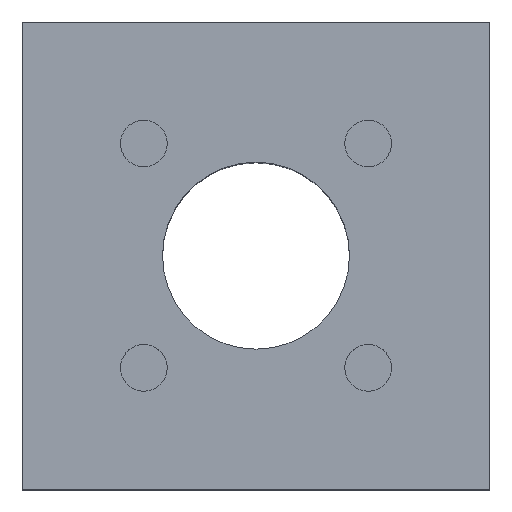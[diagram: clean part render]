
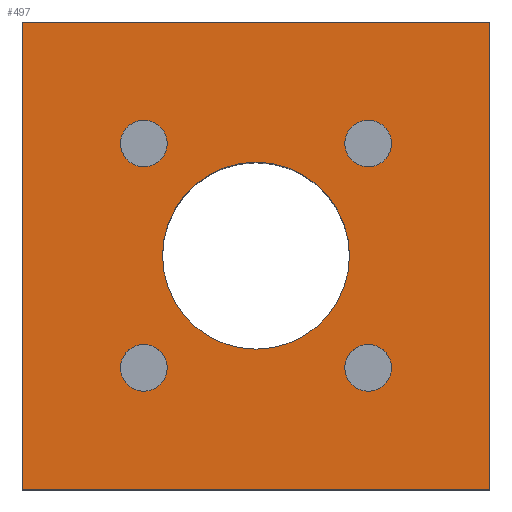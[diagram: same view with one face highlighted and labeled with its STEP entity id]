
A CAD part, top view. The second image highlights one B-rep face of the part: STEP entity #497.
In plain terms, the highlighted planar face has unit normal (0, 0, 1).
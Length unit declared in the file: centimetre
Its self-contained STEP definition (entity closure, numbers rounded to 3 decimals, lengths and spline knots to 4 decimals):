
#31 = ORIENTED_EDGE ( 'NONE', *, *, #312, .F. ) ;
#37 = AXIS2_PLACEMENT_3D ( 'NONE', #1012, #1274, #427 ) ;
#48 = EDGE_CURVE ( 'NONE', #1304, #434, #1314, .T. ) ;
#53 = CIRCLE ( 'NONE', #1043, 0.25 ) ;
#56 = CARTESIAN_POINT ( 'NONE',  ( 2.5, 2.5, 4.2 ) ) ;
#93 = CARTESIAN_POINT ( 'NONE',  ( 0., 0., 4.2 ) ) ;
#111 = CARTESIAN_POINT ( 'NONE',  ( 2.5, -2.5, 4.2 ) ) ;
#113 = FACE_BOUND ( 'NONE', #251, .T. ) ;
#135 = DIRECTION ( 'NONE',  ( 0., 0., 1. ) ) ;
#143 = ORIENTED_EDGE ( 'NONE', *, *, #987, .T. ) ;
#150 = VERTEX_POINT ( 'NONE', #111 ) ;
#156 = DIRECTION ( 'NONE',  ( 0., 0., 1. ) ) ;
#176 = VERTEX_POINT ( 'NONE', #1473 ) ;
#222 = DIRECTION ( 'NONE',  ( 0., 0., 1. ) ) ;
#231 = FACE_BOUND ( 'NONE', #994, .T. ) ;
#240 = PLANE ( 'NONE',  #532 ) ;
#251 = EDGE_LOOP ( 'NONE', ( #1482, #519 ) ) ;
#267 = EDGE_CURVE ( 'NONE', #434, #1335, #1293, .T. ) ;
#269 = DIRECTION ( 'NONE',  ( 0., 0., 1. ) ) ;
#290 = CIRCLE ( 'NONE', #1172, 0.25 ) ;
#312 = EDGE_CURVE ( 'NONE', #1486, #1351, #529, .T. ) ;
#333 = DIRECTION ( 'NONE',  ( 1., 0., 0. ) ) ;
#338 = FACE_OUTER_BOUND ( 'NONE', #343, .T. ) ;
#341 = EDGE_CURVE ( 'NONE', #176, #931, #978, .T. ) ;
#343 = EDGE_LOOP ( 'NONE', ( #523, #1034, #487, #143 ) ) ;
#368 = AXIS2_PLACEMENT_3D ( 'NONE', #1101, #135, #974 ) ;
#400 = VECTOR ( 'NONE', #1266, 100. ) ;
#403 = CARTESIAN_POINT ( 'NONE',  ( 1.2, -1.2, 4.2 ) ) ;
#409 = EDGE_CURVE ( 'NONE', #935, #1244, #852, .T. ) ;
#421 = CIRCLE ( 'NONE', #1142, 1. ) ;
#427 = DIRECTION ( 'NONE',  ( 1., 0., 0. ) ) ;
#433 = DIRECTION ( 'NONE',  ( 0., 0., 1. ) ) ;
#434 = VERTEX_POINT ( 'NONE', #839 ) ;
#437 = CARTESIAN_POINT ( 'NONE',  ( -1., 0., 4.2 ) ) ;
#464 = FACE_BOUND ( 'NONE', #549, .T. ) ;
#483 = VERTEX_POINT ( 'NONE', #1182 ) ;
#487 = ORIENTED_EDGE ( 'NONE', *, *, #267, .T. ) ;
#493 = DIRECTION ( 'NONE',  ( 1., 0., 0. ) ) ;
#494 = CARTESIAN_POINT ( 'NONE',  ( -1.2, 1.2, 4.2 ) ) ;
#497 = ADVANCED_FACE ( 'NONE', ( #1323, #231, #113, #1557, #464, #338 ), #240, .T. ) ;
#511 = DIRECTION ( 'NONE',  ( 1., 0., 0. ) ) ;
#514 = CARTESIAN_POINT ( 'NONE',  ( -1.45, -1.2, 4.2 ) ) ;
#519 = ORIENTED_EDGE ( 'NONE', *, *, #1058, .F. ) ;
#523 = ORIENTED_EDGE ( 'NONE', *, *, #929, .T. ) ;
#526 = ORIENTED_EDGE ( 'NONE', *, *, #1197, .F. ) ;
#529 = CIRCLE ( 'NONE', #37, 1. ) ;
#532 = AXIS2_PLACEMENT_3D ( 'NONE', #1315, #222, #709 ) ;
#549 = EDGE_LOOP ( 'NONE', ( #655, #675 ) ) ;
#574 = VERTEX_POINT ( 'NONE', #786 ) ;
#601 = DIRECTION ( 'NONE',  ( 0., 0., 1. ) ) ;
#626 = DIRECTION ( 'NONE',  ( 0., 0., 1. ) ) ;
#628 = AXIS2_PLACEMENT_3D ( 'NONE', #1282, #1134, #678 ) ;
#632 = CARTESIAN_POINT ( 'NONE',  ( -2.5, -2.5, 4.2 ) ) ;
#640 = DIRECTION ( 'NONE',  ( 1., 0., 0. ) ) ;
#649 = AXIS2_PLACEMENT_3D ( 'NONE', #403, #1350, #1342 ) ;
#651 = AXIS2_PLACEMENT_3D ( 'NONE', #1018, #433, #1039 ) ;
#655 = ORIENTED_EDGE ( 'NONE', *, *, #1176, .F. ) ;
#665 = VECTOR ( 'NONE', #1529, 100. ) ;
#675 = ORIENTED_EDGE ( 'NONE', *, *, #409, .F. ) ;
#678 = DIRECTION ( 'NONE',  ( 1., 0., 0. ) ) ;
#695 = CIRCLE ( 'NONE', #1276, 0.25 ) ;
#709 = DIRECTION ( 'NONE',  ( 1., 0., 0. ) ) ;
#740 = CARTESIAN_POINT ( 'NONE',  ( -1.2, -1.2, 4.2 ) ) ;
#771 = VECTOR ( 'NONE', #1418, 100. ) ;
#786 = CARTESIAN_POINT ( 'NONE',  ( 1.45, -1.2, 4.2 ) ) ;
#789 = DIRECTION ( 'NONE',  ( 0., -1., 0. ) ) ;
#813 = EDGE_CURVE ( 'NONE', #1237, #574, #1126, .T. ) ;
#827 = EDGE_CURVE ( 'NONE', #483, #1011, #53, .T. ) ;
#839 = CARTESIAN_POINT ( 'NONE',  ( -2.5, 2.5, 4.2 ) ) ;
#852 = CIRCLE ( 'NONE', #947, 0.25 ) ;
#895 = EDGE_CURVE ( 'NONE', #574, #1237, #290, .T. ) ;
#905 = CARTESIAN_POINT ( 'NONE',  ( -0.95, 1.2, 4.2 ) ) ;
#920 = EDGE_CURVE ( 'NONE', #931, #176, #695, .T. ) ;
#926 = ORIENTED_EDGE ( 'NONE', *, *, #813, .F. ) ;
#928 = CARTESIAN_POINT ( 'NONE',  ( -2.5, -2.5, 4.2 ) ) ;
#929 = EDGE_CURVE ( 'NONE', #150, #1304, #1514, .T. ) ;
#931 = VERTEX_POINT ( 'NONE', #905 ) ;
#935 = VERTEX_POINT ( 'NONE', #1528 ) ;
#945 = CARTESIAN_POINT ( 'NONE',  ( 0.95, -1.2, 4.2 ) ) ;
#947 = AXIS2_PLACEMENT_3D ( 'NONE', #1585, #1211, #493 ) ;
#974 = DIRECTION ( 'NONE',  ( 1., 0., 0. ) ) ;
#978 = CIRCLE ( 'NONE', #651, 0.25 ) ;
#987 = EDGE_CURVE ( 'NONE', #1335, #150, #1548, .T. ) ;
#994 = EDGE_LOOP ( 'NONE', ( #1421, #1099 ) ) ;
#1003 = ORIENTED_EDGE ( 'NONE', *, *, #895, .F. ) ;
#1011 = VERTEX_POINT ( 'NONE', #514 ) ;
#1012 = CARTESIAN_POINT ( 'NONE',  ( 0., 0., 4.2 ) ) ;
#1018 = CARTESIAN_POINT ( 'NONE',  ( -1.2, 1.2, 4.2 ) ) ;
#1034 = ORIENTED_EDGE ( 'NONE', *, *, #48, .T. ) ;
#1039 = DIRECTION ( 'NONE',  ( 1., 0., 0. ) ) ;
#1043 = AXIS2_PLACEMENT_3D ( 'NONE', #740, #269, #1096 ) ;
#1058 = EDGE_CURVE ( 'NONE', #1011, #483, #1125, .T. ) ;
#1096 = DIRECTION ( 'NONE',  ( 1., 0., 0. ) ) ;
#1099 = ORIENTED_EDGE ( 'NONE', *, *, #341, .F. ) ;
#1101 = CARTESIAN_POINT ( 'NONE',  ( -1.2, -1.2, 4.2 ) ) ;
#1107 = CARTESIAN_POINT ( 'NONE',  ( 1.2, -1.2, 4.2 ) ) ;
#1125 = CIRCLE ( 'NONE', #368, 0.25 ) ;
#1126 = CIRCLE ( 'NONE', #649, 0.25 ) ;
#1134 = DIRECTION ( 'NONE',  ( 0., 0., 1. ) ) ;
#1142 = AXIS2_PLACEMENT_3D ( 'NONE', #93, #601, #333 ) ;
#1148 = VECTOR ( 'NONE', #789, 100. ) ;
#1172 = AXIS2_PLACEMENT_3D ( 'NONE', #1107, #156, #640 ) ;
#1176 = EDGE_CURVE ( 'NONE', #1244, #935, #1280, .T. ) ;
#1182 = CARTESIAN_POINT ( 'NONE',  ( -0.95, -1.2, 4.2 ) ) ;
#1188 = CARTESIAN_POINT ( 'NONE',  ( 2.5, 2.5, 4.2 ) ) ;
#1197 = EDGE_CURVE ( 'NONE', #1351, #1486, #421, .T. ) ;
#1211 = DIRECTION ( 'NONE',  ( 0., 0., 1. ) ) ;
#1237 = VERTEX_POINT ( 'NONE', #945 ) ;
#1244 = VERTEX_POINT ( 'NONE', #1578 ) ;
#1266 = DIRECTION ( 'NONE',  ( 0., 1., 0. ) ) ;
#1274 = DIRECTION ( 'NONE',  ( 0., 0., 1. ) ) ;
#1276 = AXIS2_PLACEMENT_3D ( 'NONE', #494, #626, #511 ) ;
#1280 = CIRCLE ( 'NONE', #628, 0.25 ) ;
#1282 = CARTESIAN_POINT ( 'NONE',  ( 1.2, 1.2, 4.2 ) ) ;
#1286 = CARTESIAN_POINT ( 'NONE',  ( -2.5, 2.5, 4.2 ) ) ;
#1293 = LINE ( 'NONE', #1286, #1148 ) ;
#1304 = VERTEX_POINT ( 'NONE', #1188 ) ;
#1314 = LINE ( 'NONE', #1567, #665 ) ;
#1315 = CARTESIAN_POINT ( 'NONE',  ( 0., 0., 4.2 ) ) ;
#1323 = FACE_BOUND ( 'NONE', #1556, .T. ) ;
#1335 = VERTEX_POINT ( 'NONE', #632 ) ;
#1342 = DIRECTION ( 'NONE',  ( 1., 0., 0. ) ) ;
#1350 = DIRECTION ( 'NONE',  ( 0., 0., 1. ) ) ;
#1351 = VERTEX_POINT ( 'NONE', #1364 ) ;
#1364 = CARTESIAN_POINT ( 'NONE',  ( 1., 0., 4.2 ) ) ;
#1418 = DIRECTION ( 'NONE',  ( 1., 0., 0. ) ) ;
#1421 = ORIENTED_EDGE ( 'NONE', *, *, #920, .F. ) ;
#1473 = CARTESIAN_POINT ( 'NONE',  ( -1.45, 1.2, 4.2 ) ) ;
#1482 = ORIENTED_EDGE ( 'NONE', *, *, #827, .F. ) ;
#1486 = VERTEX_POINT ( 'NONE', #437 ) ;
#1496 = EDGE_LOOP ( 'NONE', ( #1003, #926 ) ) ;
#1514 = LINE ( 'NONE', #56, #400 ) ;
#1528 = CARTESIAN_POINT ( 'NONE',  ( 0.95, 1.2, 4.2 ) ) ;
#1529 = DIRECTION ( 'NONE',  ( -1., 0., 0. ) ) ;
#1548 = LINE ( 'NONE', #928, #771 ) ;
#1556 = EDGE_LOOP ( 'NONE', ( #526, #31 ) ) ;
#1557 = FACE_BOUND ( 'NONE', #1496, .T. ) ;
#1567 = CARTESIAN_POINT ( 'NONE',  ( -2.5, 2.5, 4.2 ) ) ;
#1578 = CARTESIAN_POINT ( 'NONE',  ( 1.45, 1.2, 4.2 ) ) ;
#1585 = CARTESIAN_POINT ( 'NONE',  ( 1.2, 1.2, 4.2 ) ) ;
